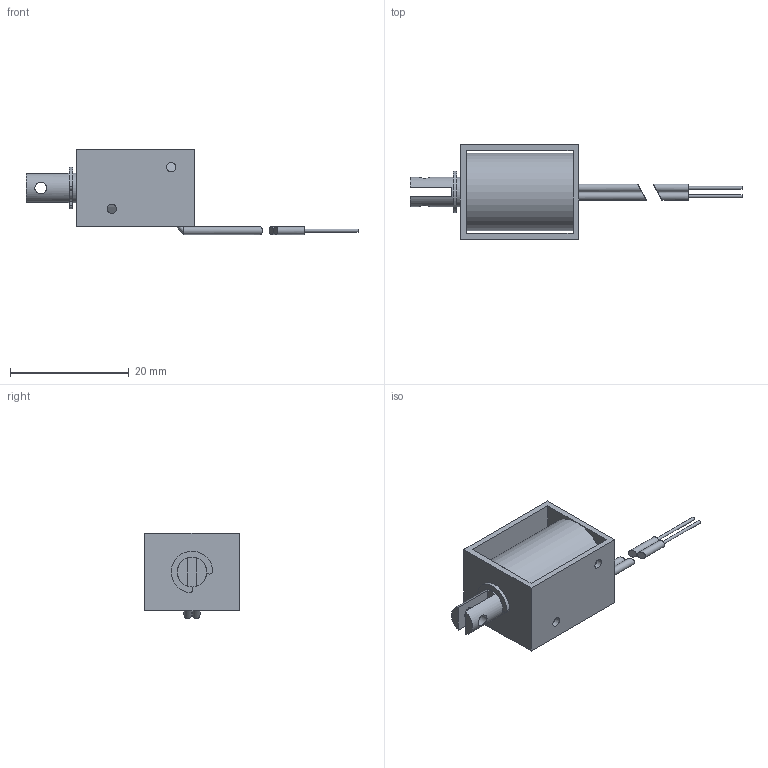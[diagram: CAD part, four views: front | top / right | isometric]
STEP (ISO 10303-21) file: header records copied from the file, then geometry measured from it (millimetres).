
FILE_DESCRIPTION( ( 'Unknown' ), '1' );
FILE_NAME( 'F0520L.stp', 'Unknown', ( 'Unknown' ), ( 'Unknown' ), 'PSStep 17.0.49', 'Unknown', ' ' );
FILE_SCHEMA( ( 'AUTOMOTIVE_DESIGN { 1 0 10303 214 1 1 1 1 }' ) );
Length unit declared in the file: millimetre
Products named in the file (6): Assem1; F0520L-2; F0520L; E-ring 4,4mm
Assembly tree (5 placements, depth 2):
  Assem1
    F0520L-2
    F0520L
    F0520L
    F0520L
    E-ring 4,4mm
Bounding box: 56 x 16 x 14.35 mm (x, y, z)
Volume: 3371.6 mm3; surface area: 3385.7 mm2
Topology: 5 solids, 5 shells, 72 faces, 165 edges, 105 vertices
Faces by surface type: plane 38, cylinder 30, cone 2, torus 2
Full cylindrical faces by diameter (mm): 0.5 x2, 1.3 x6, 1.567 x2, 2 x2, 3 x1, 4.4 x1, 5 x3, 13 x1
Entity records: 2662 total; most frequent: CARTESIAN_POINT 424, DIRECTION 350, ORIENTED_EDGE 268, AXIS2_PLACEMENT_3D 142, EDGE_CURVE 134, EDGE_LOOP 112, VERTEX_POINT 98, FACE_OUTER_BOUND 90
